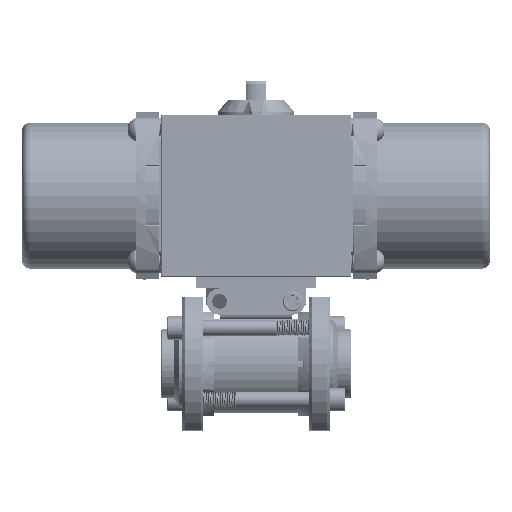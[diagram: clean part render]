
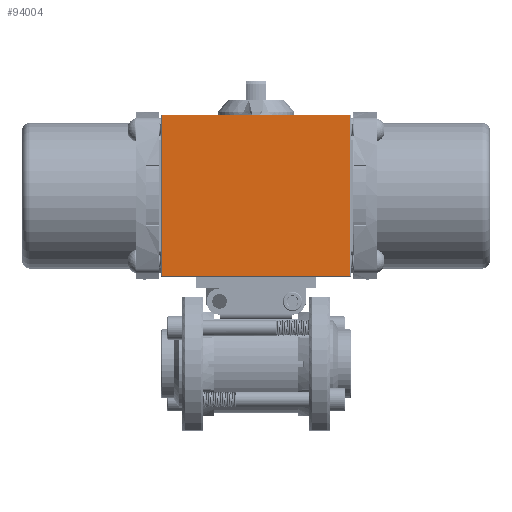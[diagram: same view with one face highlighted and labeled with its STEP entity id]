
A CAD part, top view. The second image highlights one B-rep face of the part: STEP entity #94004.
In plain terms, the highlighted planar face has unit normal (0, 0, 1).
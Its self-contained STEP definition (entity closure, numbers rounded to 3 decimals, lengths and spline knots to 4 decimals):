
#1854 = EDGE_LOOP ( 'NONE', ( #53035, #122405, #19727, #49848 ) ) ;
#12336 = DIRECTION ( 'NONE',  ( 1., 0., 0. ) ) ;
#15159 = VECTOR ( 'NONE', #12336, 39.3701 ) ;
#19727 = ORIENTED_EDGE ( 'NONE', *, *, #115032, .T. ) ;
#26166 = CARTESIAN_POINT ( 'NONE',  ( 2.251, 5.974, 1.55 ) ) ;
#26964 = LINE ( 'NONE', #200658, #155260 ) ;
#27906 = DIRECTION ( 'NONE',  ( 0., 0., -1. ) ) ;
#38531 = VERTEX_POINT ( 'NONE', #105927 ) ;
#44084 = LINE ( 'NONE', #26166, #83355 ) ;
#48258 = VERTEX_POINT ( 'NONE', #94795 ) ;
#49848 = ORIENTED_EDGE ( 'NONE', *, *, #179514, .T. ) ;
#53035 = ORIENTED_EDGE ( 'NONE', *, *, #186910, .T. ) ;
#53159 = VECTOR ( 'NONE', #177300, 39.3701 ) ;
#61235 = VERTEX_POINT ( 'NONE', #215736 ) ;
#65696 = EDGE_CURVE ( 'NONE', #61235, #48258, #26964, .T. ) ;
#74457 = DIRECTION ( 'NONE',  ( 0., 1., 0. ) ) ;
#74477 = CARTESIAN_POINT ( 'NONE',  ( -2.255, 2.094, 1.55 ) ) ;
#83355 = VECTOR ( 'NONE', #74457, 39.3701 ) ;
#94004 = ADVANCED_FACE ( 'NONE', ( #206774 ), #111311, .F. ) ;
#94795 = CARTESIAN_POINT ( 'NONE',  ( -2.255, 5.954, 1.55 ) ) ;
#100445 = DIRECTION ( 'NONE',  ( -1., 0., 0. ) ) ;
#105927 = CARTESIAN_POINT ( 'NONE',  ( 2.251, 2.094, 1.55 ) ) ;
#111311 = PLANE ( 'NONE',  #130244 ) ;
#115032 = EDGE_CURVE ( 'NONE', #48258, #144948, #142080, .T. ) ;
#122405 = ORIENTED_EDGE ( 'NONE', *, *, #65696, .T. ) ;
#128151 = CARTESIAN_POINT ( 'NONE',  ( -2.275, 5.974, 1.55 ) ) ;
#129388 = CARTESIAN_POINT ( 'NONE',  ( -2.275, 2.094, 1.55 ) ) ;
#130244 = AXIS2_PLACEMENT_3D ( 'NONE', #128151, #27906, #144911 ) ;
#142080 = LINE ( 'NONE', #194155, #53159 ) ;
#144911 = DIRECTION ( 'NONE',  ( 0., -1., 0. ) ) ;
#144948 = VERTEX_POINT ( 'NONE', #74477 ) ;
#155260 = VECTOR ( 'NONE', #100445, 39.3701 ) ;
#177300 = DIRECTION ( 'NONE',  ( 0., -1., 0. ) ) ;
#179514 = EDGE_CURVE ( 'NONE', #144948, #38531, #193142, .T. ) ;
#186910 = EDGE_CURVE ( 'NONE', #38531, #61235, #44084, .T. ) ;
#193142 = LINE ( 'NONE', #129388, #15159 ) ;
#194155 = CARTESIAN_POINT ( 'NONE',  ( -2.255, 2.074, 1.55 ) ) ;
#200658 = CARTESIAN_POINT ( 'NONE',  ( -2.275, 5.954, 1.55 ) ) ;
#206774 = FACE_OUTER_BOUND ( 'NONE', #1854, .T. ) ;
#215736 = CARTESIAN_POINT ( 'NONE',  ( 2.251, 5.954, 1.55 ) ) ;
